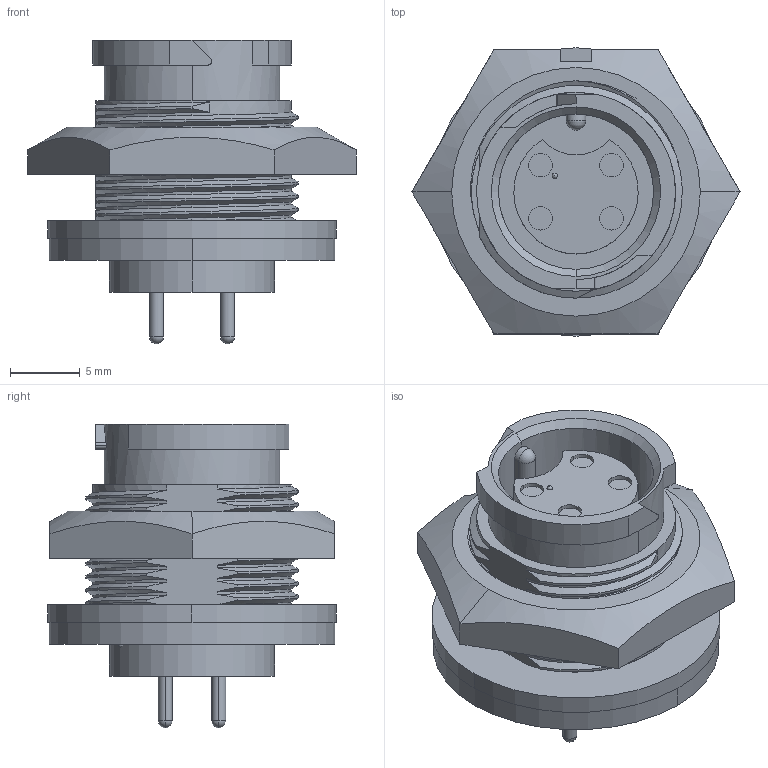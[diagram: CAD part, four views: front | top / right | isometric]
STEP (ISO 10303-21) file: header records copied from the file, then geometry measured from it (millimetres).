
FILE_DESCRIPTION (( 'STEP AP203' ), '1' );
FILE_NAME ('W7281-4SG-P-3ES.STEP', '2021-11-01T13:31:26', ( '' ), ( '' ), 'SwSTEP 2.0', 'SolidWorks 2020', '' );
FILE_SCHEMA (( 'CONFIG_CONTROL_DESIGN' ));
Length unit declared in the file: millimetre
Products named in the file (1): W7281-4SG-P-3ES
Bounding box: 23.46 x 20.62 x 21.72 mm (x, y, z)
Volume: 3322 mm3; surface area: 3080.5 mm2
Topology: 2 solids, 2 shells, 163 faces, 422 edges, 277 vertices
Faces by surface type: cylinder 85, plane 41, bspline 22, torus 8, cone 4, sphere 3
Entity records: 11231 total; most frequent: CARTESIAN_POINT 7577, ORIENTED_EDGE 832, DIRECTION 655, EDGE_CURVE 416, VERTEX_POINT 274, AXIS2_PLACEMENT_3D 251, EDGE_LOOP 182, ADVANCED_FACE 163
